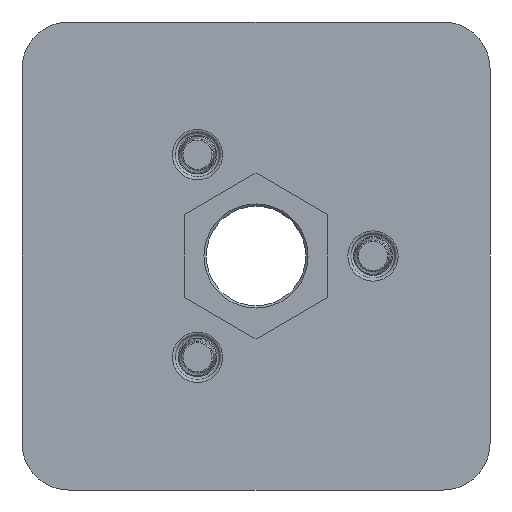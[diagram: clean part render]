
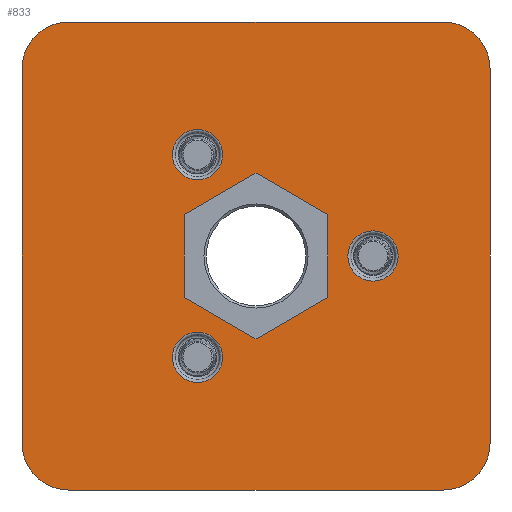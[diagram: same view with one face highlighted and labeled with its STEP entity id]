
A CAD part, front view. The second image highlights one B-rep face of the part: STEP entity #833.
In plain terms, the highlighted planar face has unit normal (0, -1, 0).
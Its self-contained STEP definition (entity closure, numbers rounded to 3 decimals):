
#45=PLANE('',#913);
#71=LINE('',#1276,#133);
#75=LINE('',#1288,#137);
#79=LINE('',#1300,#141);
#83=LINE('',#1312,#145);
#93=LINE('',#1334,#155);
#94=LINE('',#1337,#156);
#95=LINE('',#1339,#157);
#96=LINE('',#1341,#158);
#97=LINE('',#1343,#159);
#98=LINE('',#1345,#160);
#133=VECTOR('',#1009,1000.);
#137=VECTOR('',#1021,1000.);
#141=VECTOR('',#1033,1000.);
#145=VECTOR('',#1045,1000.);
#155=VECTOR('',#1061,1000.);
#156=VECTOR('',#1062,1000.);
#157=VECTOR('',#1063,1000.);
#158=VECTOR('',#1064,1000.);
#159=VECTOR('',#1065,1000.);
#160=VECTOR('',#1066,1000.);
#242=ORIENTED_EDGE('',*,*,#438,.T.);
#243=ORIENTED_EDGE('',*,*,#439,.T.);
#244=ORIENTED_EDGE('',*,*,#440,.T.);
#245=ORIENTED_EDGE('',*,*,#441,.T.);
#246=ORIENTED_EDGE('',*,*,#442,.T.);
#247=ORIENTED_EDGE('',*,*,#443,.T.);
#248=ORIENTED_EDGE('',*,*,#444,.F.);
#249=ORIENTED_EDGE('',*,*,#445,.F.);
#250=ORIENTED_EDGE('',*,*,#405,.F.);
#251=ORIENTED_EDGE('',*,*,#427,.F.);
#252=ORIENTED_EDGE('',*,*,#424,.F.);
#253=ORIENTED_EDGE('',*,*,#421,.F.);
#254=ORIENTED_EDGE('',*,*,#418,.F.);
#255=ORIENTED_EDGE('',*,*,#415,.F.);
#256=ORIENTED_EDGE('',*,*,#412,.F.);
#257=ORIENTED_EDGE('',*,*,#409,.F.);
#258=ORIENTED_EDGE('',*,*,#446,.F.);
#405=EDGE_CURVE('',#511,#512,#591,.T.);
#409=EDGE_CURVE('',#512,#515,#71,.T.);
#412=EDGE_CURVE('',#515,#517,#593,.T.);
#415=EDGE_CURVE('',#517,#519,#75,.T.);
#418=EDGE_CURVE('',#519,#521,#595,.T.);
#421=EDGE_CURVE('',#521,#523,#79,.T.);
#424=EDGE_CURVE('',#523,#525,#597,.T.);
#427=EDGE_CURVE('',#525,#511,#83,.T.);
#438=EDGE_CURVE('',#536,#537,#93,.T.);
#439=EDGE_CURVE('',#537,#538,#94,.T.);
#440=EDGE_CURVE('',#538,#539,#95,.T.);
#441=EDGE_CURVE('',#539,#540,#96,.T.);
#442=EDGE_CURVE('',#540,#541,#97,.T.);
#443=EDGE_CURVE('',#541,#536,#98,.T.);
#444=EDGE_CURVE('',#542,#542,#600,.T.);
#445=EDGE_CURVE('',#543,#543,#601,.T.);
#446=EDGE_CURVE('',#544,#544,#602,.T.);
#511=VERTEX_POINT('',#1268);
#512=VERTEX_POINT('',#1269);
#515=VERTEX_POINT('',#1277);
#517=VERTEX_POINT('',#1283);
#519=VERTEX_POINT('',#1289);
#521=VERTEX_POINT('',#1295);
#523=VERTEX_POINT('',#1301);
#525=VERTEX_POINT('',#1307);
#536=VERTEX_POINT('',#1335);
#537=VERTEX_POINT('',#1336);
#538=VERTEX_POINT('',#1338);
#539=VERTEX_POINT('',#1340);
#540=VERTEX_POINT('',#1342);
#541=VERTEX_POINT('',#1344);
#542=VERTEX_POINT('',#1347);
#543=VERTEX_POINT('',#1349);
#544=VERTEX_POINT('',#1351);
#591=CIRCLE('',#896,4.);
#593=CIRCLE('',#900,4.);
#595=CIRCLE('',#904,4.);
#597=CIRCLE('',#908,4.);
#600=CIRCLE('',#914,2.15);
#601=CIRCLE('',#915,2.15);
#602=CIRCLE('',#916,2.15);
#647=EDGE_LOOP('',(#242,#243,#244,#245,#246,#247));
#648=EDGE_LOOP('',(#248));
#649=EDGE_LOOP('',(#249));
#650=EDGE_LOOP('',(#250,#251,#252,#253,#254,#255,#256,#257));
#651=EDGE_LOOP('',(#258));
#737=FACE_BOUND('',#647,.T.);
#738=FACE_BOUND('',#648,.T.);
#739=FACE_BOUND('',#649,.T.);
#740=FACE_BOUND('',#650,.T.);
#741=FACE_BOUND('',#651,.T.);
#833=ADVANCED_FACE('',(#737,#738,#739,#740,#741),#45,.F.);
#896=AXIS2_PLACEMENT_3D('',#1267,#1001,#1002);
#900=AXIS2_PLACEMENT_3D('',#1282,#1014,#1015);
#904=AXIS2_PLACEMENT_3D('',#1294,#1026,#1027);
#908=AXIS2_PLACEMENT_3D('',#1306,#1038,#1039);
#913=AXIS2_PLACEMENT_3D('',#1333,#1059,#1060);
#914=AXIS2_PLACEMENT_3D('',#1346,#1067,#1068);
#915=AXIS2_PLACEMENT_3D('',#1348,#1069,#1070);
#916=AXIS2_PLACEMENT_3D('',#1350,#1071,#1072);
#1001=DIRECTION('',(0.,1.,0.));
#1002=DIRECTION('',(1.,0.,0.));
#1009=DIRECTION('',(0.,0.,1.));
#1014=DIRECTION('',(0.,1.,0.));
#1015=DIRECTION('',(1.,0.,0.));
#1021=DIRECTION('',(1.,0.,0.));
#1026=DIRECTION('',(0.,1.,0.));
#1027=DIRECTION('',(1.,0.,0.));
#1033=DIRECTION('',(0.,0.,-1.));
#1038=DIRECTION('',(0.,1.,0.));
#1039=DIRECTION('',(1.,0.,0.));
#1045=DIRECTION('',(-1.,0.,0.));
#1059=DIRECTION('',(0.,1.,0.));
#1060=DIRECTION('',(0.,0.,1.));
#1061=DIRECTION('',(-0.866,0.,0.5));
#1062=DIRECTION('',(0.,0.,1.));
#1063=DIRECTION('',(0.866,0.,0.5));
#1064=DIRECTION('',(0.866,0.,-0.5));
#1065=DIRECTION('',(0.,0.,-1.));
#1066=DIRECTION('',(-0.866,0.,-0.5));
#1067=DIRECTION('',(0.,-1.,0.));
#1068=DIRECTION('',(0.,0.,-1.));
#1069=DIRECTION('',(0.,-1.,0.));
#1070=DIRECTION('',(0.,0.,-1.));
#1071=DIRECTION('',(0.,-1.,0.));
#1072=DIRECTION('',(0.,0.,-1.));
#1267=CARTESIAN_POINT('',(-16.,0.,-16.));
#1268=CARTESIAN_POINT('',(-16.,0.,-20.));
#1269=CARTESIAN_POINT('',(-20.,0.,-16.));
#1276=CARTESIAN_POINT('',(-20.,0.,-16.));
#1277=CARTESIAN_POINT('',(-20.,0.,16.));
#1282=CARTESIAN_POINT('',(-16.,0.,16.));
#1283=CARTESIAN_POINT('',(-16.,0.,20.));
#1288=CARTESIAN_POINT('',(-16.,0.,20.));
#1289=CARTESIAN_POINT('',(16.,0.,20.));
#1294=CARTESIAN_POINT('',(16.,0.,16.));
#1295=CARTESIAN_POINT('',(20.,0.,16.));
#1300=CARTESIAN_POINT('',(20.,0.,16.));
#1301=CARTESIAN_POINT('',(20.,0.,-16.));
#1306=CARTESIAN_POINT('',(16.,0.,-16.));
#1307=CARTESIAN_POINT('',(16.,0.,-20.));
#1312=CARTESIAN_POINT('',(16.,0.,-20.));
#1333=CARTESIAN_POINT('',(-16.,0.,-16.));
#1334=CARTESIAN_POINT('',(0.,0.,-7.09));
#1335=CARTESIAN_POINT('',(0.,0.,-7.09));
#1336=CARTESIAN_POINT('',(-6.14,0.,-3.545));
#1337=CARTESIAN_POINT('',(-6.14,0.,-3.545));
#1338=CARTESIAN_POINT('',(-6.14,0.,3.545));
#1339=CARTESIAN_POINT('',(-6.14,0.,3.545));
#1340=CARTESIAN_POINT('',(0.,0.,7.09));
#1341=CARTESIAN_POINT('',(0.,0.,7.09));
#1342=CARTESIAN_POINT('',(6.14,0.,3.545));
#1343=CARTESIAN_POINT('',(6.14,0.,3.545));
#1344=CARTESIAN_POINT('',(6.14,0.,-3.545));
#1345=CARTESIAN_POINT('',(6.14,0.,-3.545));
#1346=CARTESIAN_POINT('',(-5.,0.,8.66));
#1347=CARTESIAN_POINT('',(-5.,0.,6.51));
#1348=CARTESIAN_POINT('',(10.,0.,0.));
#1349=CARTESIAN_POINT('',(10.,0.,-2.15));
#1350=CARTESIAN_POINT('',(-5.,0.,-8.66));
#1351=CARTESIAN_POINT('',(-5.,0.,-10.81));
